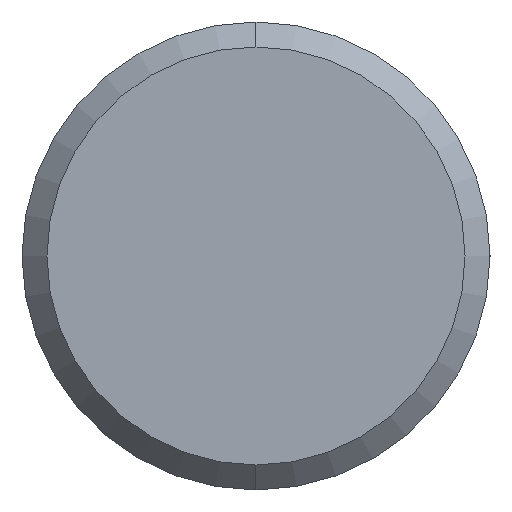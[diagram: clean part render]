
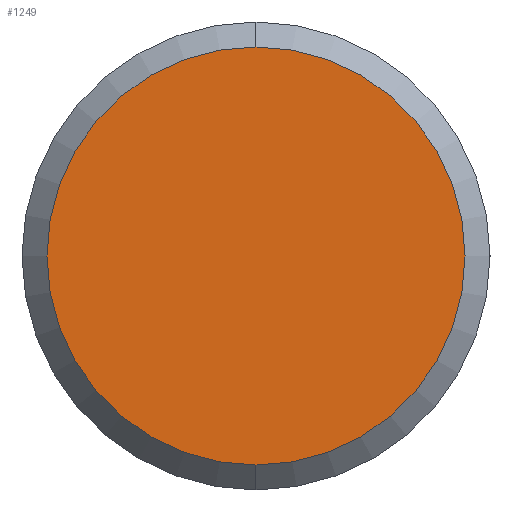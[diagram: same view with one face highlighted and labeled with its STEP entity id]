
A CAD part, left-side view. The second image highlights one B-rep face of the part: STEP entity #1249.
In plain terms, the highlighted planar face has unit normal (-1, 0, 0).
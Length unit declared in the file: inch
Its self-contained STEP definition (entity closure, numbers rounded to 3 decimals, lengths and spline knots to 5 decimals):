
#63 = ORIENTED_EDGE ( 'NONE', *, *, #242, .F. ) ;
#91 = CARTESIAN_POINT ( 'NONE',  ( 0., 0., 0. ) ) ;
#160 = DIRECTION ( 'NONE',  ( 0., 0., 1. ) ) ;
#206 = DIRECTION ( 'NONE',  ( 0., 0., -1. ) ) ;
#242 = EDGE_CURVE ( 'NONE', #445, #964, #978, .T. ) ;
#287 = AXIS2_PLACEMENT_3D ( 'NONE', #599, #1336, #704 ) ;
#430 = AXIS2_PLACEMENT_3D ( 'NONE', #91, #826, #206 ) ;
#445 = VERTEX_POINT ( 'NONE', #1285 ) ;
#599 = CARTESIAN_POINT ( 'NONE',  ( 0., 0., 0. ) ) ;
#628 = AXIS2_PLACEMENT_3D ( 'NONE', #676, #786, #160 ) ;
#676 = CARTESIAN_POINT ( 'NONE',  ( 0., 0.09375, 0. ) ) ;
#704 = DIRECTION ( 'NONE',  ( 0., 0., -1. ) ) ;
#719 = CIRCLE ( 'NONE', #287, 0.1675 ) ;
#736 = CARTESIAN_POINT ( 'NONE',  ( 0., 0., -0.1675 ) ) ;
#786 = DIRECTION ( 'NONE',  ( -1., 0., 0. ) ) ;
#826 = DIRECTION ( 'NONE',  ( 1., 0., 0. ) ) ;
#964 = VERTEX_POINT ( 'NONE', #736 ) ;
#978 = CIRCLE ( 'NONE', #430, 0.1675 ) ;
#1178 = ORIENTED_EDGE ( 'NONE', *, *, #1353, .F. ) ;
#1218 = FACE_OUTER_BOUND ( 'NONE', #1293, .T. ) ;
#1249 = ADVANCED_FACE ( 'NONE', ( #1218 ), #1311, .T. ) ;
#1285 = CARTESIAN_POINT ( 'NONE',  ( 0., 0., 0.1675 ) ) ;
#1293 = EDGE_LOOP ( 'NONE', ( #1178, #63 ) ) ;
#1311 = PLANE ( 'NONE',  #628 ) ;
#1336 = DIRECTION ( 'NONE',  ( 1., 0., 0. ) ) ;
#1353 = EDGE_CURVE ( 'NONE', #964, #445, #719, .T. ) ;
